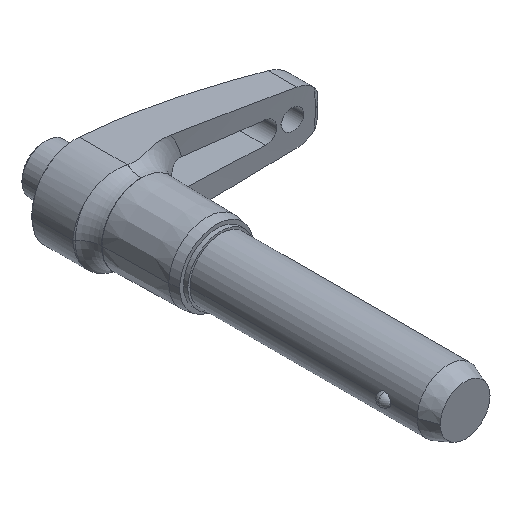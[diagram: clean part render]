
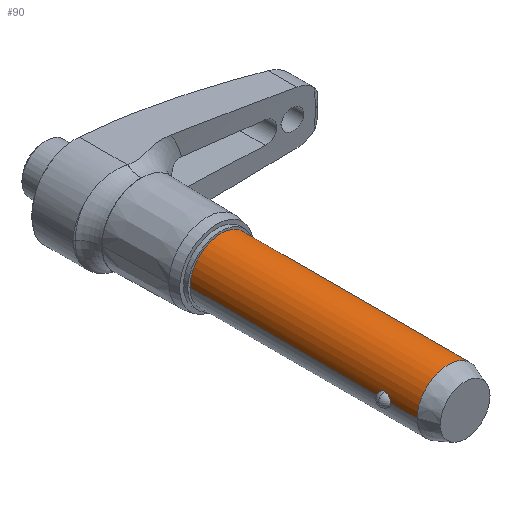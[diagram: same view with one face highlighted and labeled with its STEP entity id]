
A CAD part, isometric view. The second image highlights one B-rep face of the part: STEP entity #90.
In plain terms, the highlighted cylindrical face has radius 7.144 mm (diameter 14.287 mm), a partial arc.
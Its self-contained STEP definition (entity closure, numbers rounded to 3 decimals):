
#90=ADVANCED_FACE('',(#233),#234,.T.);
#233=FACE_OUTER_BOUND('',#431,.T.);
#234=CYLINDRICAL_SURFACE('',#432,7.144);
#431=EDGE_LOOP('',(#635,#636,#637,#638,#639,#640,#641,#642,#643,#644));
#432=AXIS2_PLACEMENT_3D('',#645,#646,#647);
#635=ORIENTED_EDGE('',*,*,#1191,.T.);
#636=ORIENTED_EDGE('',*,*,#1192,.T.);
#637=ORIENTED_EDGE('',*,*,#1193,.T.);
#638=ORIENTED_EDGE('',*,*,#1194,.T.);
#639=ORIENTED_EDGE('',*,*,#1195,.F.);
#640=ORIENTED_EDGE('',*,*,#1196,.T.);
#641=ORIENTED_EDGE('',*,*,#1197,.T.);
#642=ORIENTED_EDGE('',*,*,#1198,.T.);
#643=ORIENTED_EDGE('',*,*,#1199,.T.);
#644=ORIENTED_EDGE('',*,*,#1200,.T.);
#645=CARTESIAN_POINT('',(0.0,-28.067,0.0));
#646=DIRECTION('',(-0.0,1.0,0.0));
#647=DIRECTION('',(1.0,0.0,0.0));
#1191=EDGE_CURVE('',#1420,#1421,#1422,.T.);
#1192=EDGE_CURVE('',#1421,#1423,#1424,.T.);
#1193=EDGE_CURVE('',#1423,#1425,#1426,.T.);
#1194=EDGE_CURVE('',#1425,#1427,#1428,.T.);
#1195=EDGE_CURVE('',#1429,#1427,#1430,.T.);
#1196=EDGE_CURVE('',#1429,#1431,#1432,.T.);
#1197=EDGE_CURVE('',#1431,#1433,#1434,.T.);
#1198=EDGE_CURVE('',#1433,#1435,#1436,.T.);
#1199=EDGE_CURVE('',#1435,#1437,#1438,.T.);
#1200=EDGE_CURVE('',#1437,#1420,#1439,.T.);
#1420=VERTEX_POINT('',#1798);
#1421=VERTEX_POINT('',#1799);
#1422=LINE('',#1800,#1801);
#1423=VERTEX_POINT('',#1802);
#1424=B_SPLINE_CURVE_WITH_KNOTS('',3,(#1803,#1804,#1805,#1806,#1807,#1808,#1809,#1810,#1811,#1812,#1813,#1814,#1815,#1816),.UNSPECIFIED.,.F.,.F.,(4,2,2,2,2,2,4),(2.238,2.613,2.988,3.218,3.448,3.961,4.475),.UNSPECIFIED.);
#1425=VERTEX_POINT('',#1817);
#1426=B_SPLINE_CURVE_WITH_KNOTS('',3,(#1818,#1819,#1820,#1821,#1822,#1823,#1824,#1825,#1826,#1827,#1828,#1829,#1830,#1831),.UNSPECIFIED.,.F.,.F.,(4,2,2,2,2,2,4),(4.475,4.989,5.503,5.733,5.962,6.338,6.713),.UNSPECIFIED.);
#1427=VERTEX_POINT('',#1832);
#1428=LINE('',#1833,#1834);
#1429=VERTEX_POINT('',#1835);
#1430=CIRCLE('',#1836,7.144);
#1431=VERTEX_POINT('',#1837);
#1432=LINE('',#1838,#1839);
#1433=VERTEX_POINT('',#1840);
#1434=B_SPLINE_CURVE_WITH_KNOTS('',3,(#1841,#1842,#1843,#1844,#1845,#1846,#1847,#1848,#1849,#1850,#1851,#1852,#1853,#1854),.UNSPECIFIED.,.F.,.F.,(4,2,2,2,2,2,4),(6.713,7.088,7.463,7.693,7.923,8.436,8.95),.UNSPECIFIED.);
#1435=VERTEX_POINT('',#1855);
#1436=B_SPLINE_CURVE_WITH_KNOTS('',3,(#1856,#1857,#1858,#1859,#1860,#1861,#1862,#1863,#1864,#1865,#1866,#1867,#1868,#1869),.UNSPECIFIED.,.F.,.F.,(4,2,2,2,2,2,4),(0.0,0.514,1.028,1.257,1.487,1.862,2.238),.UNSPECIFIED.);
#1437=VERTEX_POINT('',#1870);
#1438=LINE('',#1871,#1872);
#1439=CIRCLE('',#1873,7.144);
#1798=CARTESIAN_POINT('',(7.144,-52.248,0.0));
#1799=CARTESIAN_POINT('',(7.144,-46.157,0.));
#1800=CARTESIAN_POINT('',(7.144,-28.067,0.));
#1801=VECTOR('',#2971,1.0);
#1802=CARTESIAN_POINT('',(6.985,-44.668,1.5));
#1803=CARTESIAN_POINT('',(7.144,-46.157,0.));
#1804=CARTESIAN_POINT('',(7.144,-46.157,0.125));
#1805=CARTESIAN_POINT('',(7.14,-46.141,0.261));
#1806=CARTESIAN_POINT('',(7.126,-46.071,0.522));
#1807=CARTESIAN_POINT('',(7.115,-46.018,0.648));
#1808=CARTESIAN_POINT('',(7.097,-45.918,0.822));
#1809=CARTESIAN_POINT('',(7.088,-45.871,0.891));
#1810=CARTESIAN_POINT('',(7.071,-45.766,1.02));
#1811=CARTESIAN_POINT('',(7.062,-45.707,1.08));
#1812=CARTESIAN_POINT('',(7.036,-45.522,1.243));
#1813=CARTESIAN_POINT('',(7.017,-45.364,1.34));
#1814=CARTESIAN_POINT('',(6.991,-45.023,1.469));
#1815=CARTESIAN_POINT('',(6.985,-44.84,1.5));
#1816=CARTESIAN_POINT('',(6.985,-44.668,1.5));
#1817=CARTESIAN_POINT('',(7.144,-43.18,0.));
#1818=CARTESIAN_POINT('',(6.985,-44.668,1.5));
#1819=CARTESIAN_POINT('',(6.985,-44.497,1.5));
#1820=CARTESIAN_POINT('',(6.991,-44.314,1.469));
#1821=CARTESIAN_POINT('',(7.017,-43.973,1.34));
#1822=CARTESIAN_POINT('',(7.036,-43.815,1.243));
#1823=CARTESIAN_POINT('',(7.062,-43.63,1.08));
#1824=CARTESIAN_POINT('',(7.071,-43.571,1.02));
#1825=CARTESIAN_POINT('',(7.088,-43.466,0.891));
#1826=CARTESIAN_POINT('',(7.097,-43.419,0.822));
#1827=CARTESIAN_POINT('',(7.115,-43.319,0.648));
#1828=CARTESIAN_POINT('',(7.126,-43.266,0.522));
#1829=CARTESIAN_POINT('',(7.14,-43.196,0.261));
#1830=CARTESIAN_POINT('',(7.144,-43.18,0.125));
#1831=CARTESIAN_POINT('',(7.144,-43.18,0.));
#1832=CARTESIAN_POINT('',(7.144,0.0,0.0));
#1833=CARTESIAN_POINT('',(7.144,-28.067,0.));
#1834=VECTOR('',#2972,1.0);
#1835=CARTESIAN_POINT('',(-7.144,0.0,0.));
#1836=AXIS2_PLACEMENT_3D('',#2973,#2974,#2975);
#1837=CARTESIAN_POINT('',(-7.144,-43.18,0.));
#1838=CARTESIAN_POINT('',(-7.144,-28.067,0.));
#1839=VECTOR('',#2976,1.0);
#1840=CARTESIAN_POINT('',(-6.985,-44.668,1.5));
#1841=CARTESIAN_POINT('',(-7.144,-43.18,0.));
#1842=CARTESIAN_POINT('',(-7.144,-43.18,0.125));
#1843=CARTESIAN_POINT('',(-7.14,-43.196,0.261));
#1844=CARTESIAN_POINT('',(-7.126,-43.266,0.522));
#1845=CARTESIAN_POINT('',(-7.115,-43.319,0.648));
#1846=CARTESIAN_POINT('',(-7.097,-43.419,0.822));
#1847=CARTESIAN_POINT('',(-7.088,-43.466,0.891));
#1848=CARTESIAN_POINT('',(-7.071,-43.571,1.02));
#1849=CARTESIAN_POINT('',(-7.062,-43.63,1.08));
#1850=CARTESIAN_POINT('',(-7.036,-43.815,1.243));
#1851=CARTESIAN_POINT('',(-7.017,-43.973,1.34));
#1852=CARTESIAN_POINT('',(-6.991,-44.314,1.469));
#1853=CARTESIAN_POINT('',(-6.985,-44.497,1.5));
#1854=CARTESIAN_POINT('',(-6.985,-44.668,1.5));
#1855=CARTESIAN_POINT('',(-7.144,-46.157,0.));
#1856=CARTESIAN_POINT('',(-6.985,-44.668,1.5));
#1857=CARTESIAN_POINT('',(-6.985,-44.84,1.5));
#1858=CARTESIAN_POINT('',(-6.991,-45.023,1.469));
#1859=CARTESIAN_POINT('',(-7.017,-45.364,1.34));
#1860=CARTESIAN_POINT('',(-7.036,-45.522,1.243));
#1861=CARTESIAN_POINT('',(-7.062,-45.707,1.08));
#1862=CARTESIAN_POINT('',(-7.071,-45.766,1.02));
#1863=CARTESIAN_POINT('',(-7.088,-45.871,0.891));
#1864=CARTESIAN_POINT('',(-7.097,-45.918,0.822));
#1865=CARTESIAN_POINT('',(-7.115,-46.018,0.648));
#1866=CARTESIAN_POINT('',(-7.126,-46.071,0.522));
#1867=CARTESIAN_POINT('',(-7.14,-46.141,0.261));
#1868=CARTESIAN_POINT('',(-7.144,-46.157,0.125));
#1869=CARTESIAN_POINT('',(-7.144,-46.157,0.));
#1870=CARTESIAN_POINT('',(-7.144,-52.248,0.));
#1871=CARTESIAN_POINT('',(-7.144,-28.067,0.));
#1872=VECTOR('',#2977,1.0);
#1873=AXIS2_PLACEMENT_3D('',#2978,#2979,#2980);
#2971=DIRECTION('',(0.0,1.0,0.0));
#2972=DIRECTION('',(0.0,1.0,0.0));
#2973=CARTESIAN_POINT('',(0.0,0.0,0.0));
#2974=DIRECTION('',(-0.0,1.0,0.0));
#2975=DIRECTION('',(1.0,0.0,0.0));
#2976=DIRECTION('',(-0.0,-1.0,-0.0));
#2977=DIRECTION('',(-0.0,-1.0,-0.0));
#2978=CARTESIAN_POINT('',(0.0,-52.248,0.0));
#2979=DIRECTION('',(0.,1.0,0.0));
#2980=DIRECTION('',(1.0,0.,0.0));
